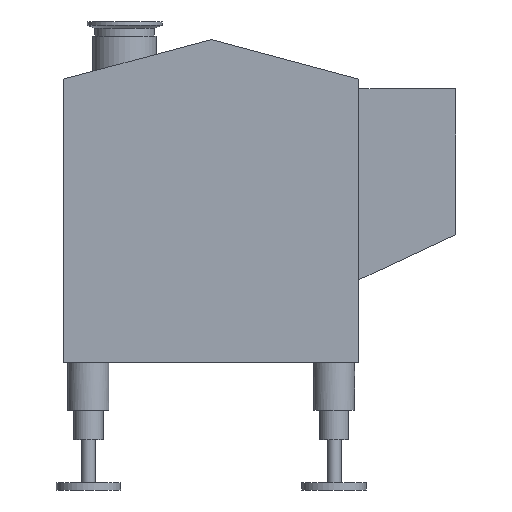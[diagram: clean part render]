
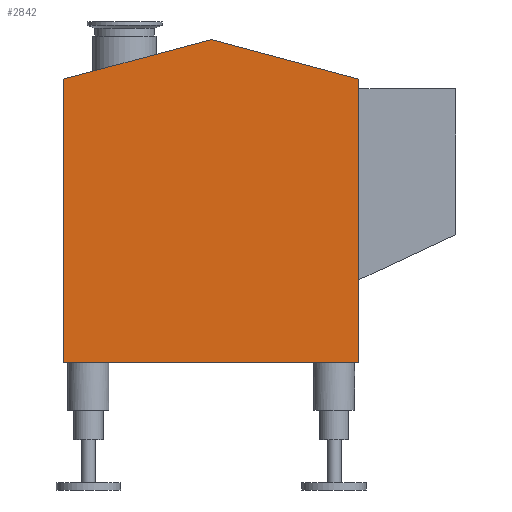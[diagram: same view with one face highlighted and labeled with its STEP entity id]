
A CAD part, left-side view. The second image highlights one B-rep face of the part: STEP entity #2842.
In plain terms, the highlighted planar face has unit normal (-1, 0, 0).
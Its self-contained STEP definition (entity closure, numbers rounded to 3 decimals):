
#362=FACE_OUTER_BOUND('',#538,.T.);
#538=EDGE_LOOP('',(#2385,#2386,#2387,#2388,#2389));
#786=LINE('',#4622,#1048);
#819=LINE('',#4739,#1081);
#822=LINE('',#4745,#1084);
#825=LINE('',#4751,#1087);
#828=LINE('',#4756,#1090);
#1048=VECTOR('',#3700,10.);
#1081=VECTOR('',#3823,10.);
#1084=VECTOR('',#3828,10.);
#1087=VECTOR('',#3833,10.);
#1090=VECTOR('',#3838,10.);
#1291=VERTEX_POINT('',#4619);
#1292=VERTEX_POINT('',#4621);
#1331=VERTEX_POINT('',#4738);
#1333=VERTEX_POINT('',#4744);
#1335=VERTEX_POINT('',#4750);
#1640=EDGE_CURVE('',#1291,#1292,#786,.T.);
#1694=EDGE_CURVE('',#1331,#1291,#819,.T.);
#1697=EDGE_CURVE('',#1292,#1333,#822,.T.);
#1700=EDGE_CURVE('',#1333,#1335,#825,.T.);
#1703=EDGE_CURVE('',#1335,#1331,#828,.T.);
#2385=ORIENTED_EDGE('',*,*,#1694,.F.);
#2386=ORIENTED_EDGE('',*,*,#1703,.F.);
#2387=ORIENTED_EDGE('',*,*,#1700,.F.);
#2388=ORIENTED_EDGE('',*,*,#1697,.F.);
#2389=ORIENTED_EDGE('',*,*,#1640,.F.);
#2700=PLANE('',#3119);
#2842=ADVANCED_FACE('',(#362),#2700,.F.);
#3119=AXIS2_PLACEMENT_3D('',#4758,#3840,#3841);
#3700=DIRECTION('',(0.,1.,0.));
#3823=DIRECTION('',(0.,0.,-1.));
#3828=DIRECTION('',(0.,0.,1.));
#3833=DIRECTION('',(0.,-0.966,0.259));
#3838=DIRECTION('',(0.,-0.966,-0.259));
#3840=DIRECTION('center_axis',(1.,0.,0.));
#3841=DIRECTION('ref_axis',(0.,0.,-1.));
#4619=CARTESIAN_POINT('',(-382.55,-126.2,-141.));
#4621=CARTESIAN_POINT('',(-382.55,126.,-141.));
#4622=CARTESIAN_POINT('',(-382.55,-126.2,-141.));
#4738=CARTESIAN_POINT('',(-382.55,-126.2,101.185));
#4739=CARTESIAN_POINT('',(-382.55,-126.2,101.185));
#4744=CARTESIAN_POINT('',(-382.55,126.,101.238));
#4745=CARTESIAN_POINT('',(-382.55,126.,-141.));
#4750=CARTESIAN_POINT('',(-382.55,0.,135.));
#4751=CARTESIAN_POINT('',(-382.55,126.2,101.185));
#4756=CARTESIAN_POINT('',(-382.55,0.,135.));
#4758=CARTESIAN_POINT('Origin',(-382.55,0.,-14.401));
